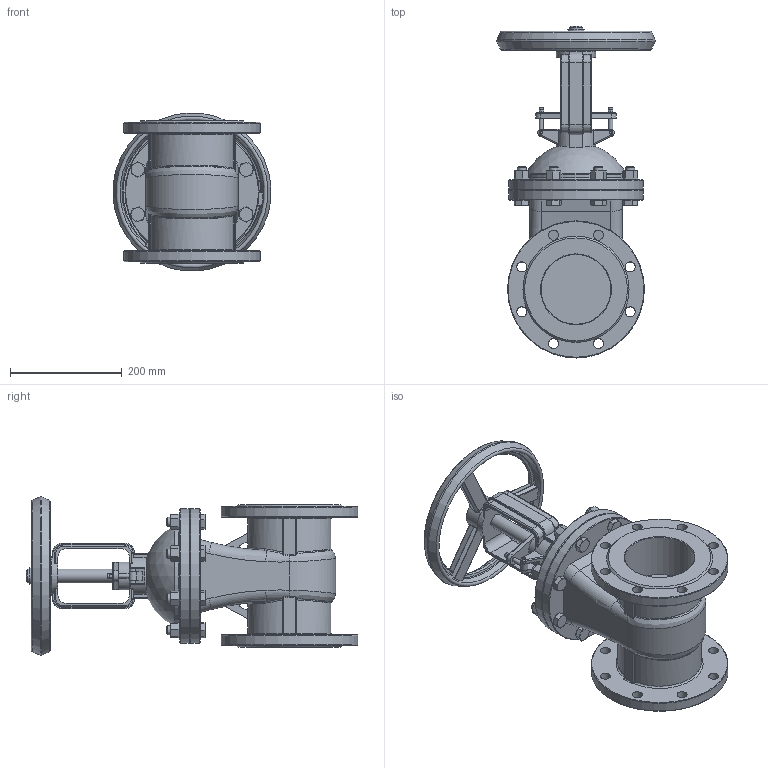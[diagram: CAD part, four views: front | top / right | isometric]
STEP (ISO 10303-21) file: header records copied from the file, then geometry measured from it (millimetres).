
FILE_DESCRIPTION(/* description */ (''),/* implementation_level */ '2;1');
FILE_NAME(/* name */ 'DN125_3D_STEP.stp',/* time_stamp */ '2024-02-08T14:18:57+03:00',/* author */ ('igorr'),/* organization */ (''),/* preprocessor_version */ 'ST-DEVELOPER v19.2',/* originating_system */ 'Autodesk Inventor 2023',/* authorisation */ '');
FILE_SCHEMA (('AUTOMOTIVE_DESIGN { 1 0 10303 214 3 1 1 }'));
Length unit declared in the file: millimetre
Products named in the file (6): Сборка; Деталь1; Деталь2; ANSI B18.2.4.2M - M5x0,8; ANSI B18.2.4.2M - M16x2; AS 1110 - M16 x 60
Assembly tree (20 placements, depth 2):
  Сборка
    Деталь1
    Деталь2
    ANSI B18.2.4.2M - M5x0,8  x2
    ANSI B18.2.4.2M - M16x2  x8
    AS 1110 - M16 x 60  x8
Bounding box: 283.18 x 594 x 283.18 mm (x, y, z)
Volume: 9524239.6 mm3; surface area: 816330.7 mm2
Topology: 20 solids, 20 shells, 974 faces, 2335 edges, 1426 vertices
Faces by surface type: plane 367, cone 221, cylinder 210, bspline 91, torus 84, sphere 1
Full cylindrical faces by diameter (mm): 4.134 x2, 5 x4, 8 x4, 13 x2, 13.835 x8, 16 x24, 18 x16, 24 x8, 25 x2, 30 x2, 50 x3, 60 x1, 70 x1, 125 x2, 180 x2, 240 x2, 245 x2
Entity records: 23247 total; most frequent: CARTESIAN_POINT 7781, ORIENTED_EDGE 3148, DIRECTION 2926, EDGE_CURVE 1574, AXIS2_PLACEMENT_3D 1177, VERTEX_POINT 983, EDGE_LOOP 733, FACE_OUTER_BOUND 622
